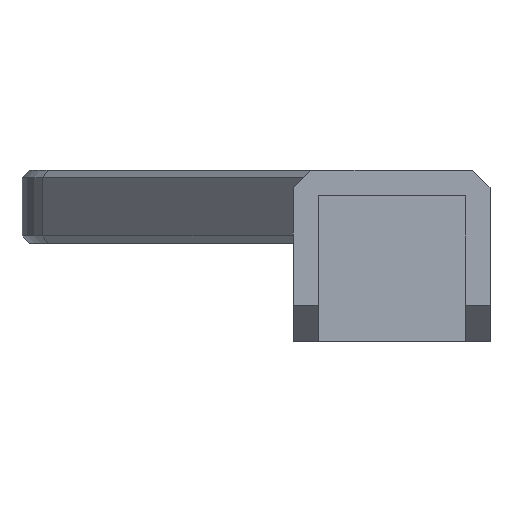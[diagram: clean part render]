
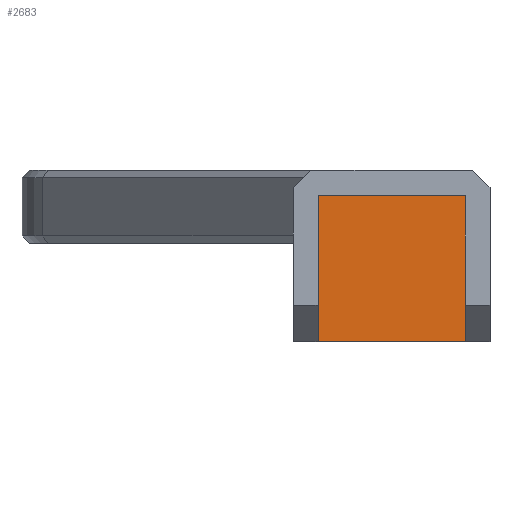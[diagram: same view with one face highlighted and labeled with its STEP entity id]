
A CAD part, front view. The second image highlights one B-rep face of the part: STEP entity #2683.
In plain terms, the highlighted planar face has unit normal (0, -1, 0).
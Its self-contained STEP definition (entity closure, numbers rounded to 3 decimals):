
#242 = PLANE('',#243);
#243 = AXIS2_PLACEMENT_3D('',#244,#245,#246);
#244 = CARTESIAN_POINT('',(13.5,13.,44.));
#245 = DIRECTION('',(-0.,-0.,-1.));
#246 = DIRECTION('',(1.,0.,0.));
#290 = VERTEX_POINT('',#291);
#291 = CARTESIAN_POINT('',(-10.1,-27.,44.));
#305 = PLANE('',#306);
#306 = AXIS2_PLACEMENT_3D('',#307,#308,#309);
#307 = CARTESIAN_POINT('',(-10.1,-27.,64.));
#308 = DIRECTION('',(-1.,-0.,-0.));
#309 = DIRECTION('',(0.,0.,1.));
#317 = EDGE_CURVE('',#290,#318,#320,.T.);
#318 = VERTEX_POINT('',#319);
#319 = CARTESIAN_POINT('',(10.1,-27.,44.));
#320 = SURFACE_CURVE('',#321,(#325,#332),.PCURVE_S1.);
#321 = LINE('',#322,#323);
#322 = CARTESIAN_POINT('',(11.8,-27.,44.));
#323 = VECTOR('',#324,1.);
#324 = DIRECTION('',(1.,-0.,-0.));
#325 = PCURVE('',#242,#326);
#326 = DEFINITIONAL_REPRESENTATION('',(#327),#331);
#327 = LINE('',#328,#329);
#328 = CARTESIAN_POINT('',(-1.7,40.));
#329 = VECTOR('',#330,1.);
#330 = DIRECTION('',(1.,-0.));
#331 = ( GEOMETRIC_REPRESENTATION_CONTEXT(2) 
PARAMETRIC_REPRESENTATION_CONTEXT() REPRESENTATION_CONTEXT('2D SPACE',''
  ) );
#332 = PCURVE('',#333,#338);
#333 = PLANE('',#334);
#334 = AXIS2_PLACEMENT_3D('',#335,#336,#337);
#335 = CARTESIAN_POINT('',(10.1,-27.,64.));
#336 = DIRECTION('',(-0.,-1.,-0.));
#337 = DIRECTION('',(0.,0.,1.));
#338 = DEFINITIONAL_REPRESENTATION('',(#339),#343);
#339 = LINE('',#340,#341);
#340 = CARTESIAN_POINT('',(-20.,-1.7));
#341 = VECTOR('',#342,1.);
#342 = DIRECTION('',(-0.,-1.));
#343 = ( GEOMETRIC_REPRESENTATION_CONTEXT(2) 
PARAMETRIC_REPRESENTATION_CONTEXT() REPRESENTATION_CONTEXT('2D SPACE',''
  ) );
#361 = PLANE('',#362);
#362 = AXIS2_PLACEMENT_3D('',#363,#364,#365);
#363 = CARTESIAN_POINT('',(10.1,-27.,64.));
#364 = DIRECTION('',(-1.,-0.,-0.));
#365 = DIRECTION('',(0.,0.,1.));
#791 = PLANE('',#792);
#792 = AXIS2_PLACEMENT_3D('',#793,#794,#795);
#793 = CARTESIAN_POINT('',(10.1,-27.,64.));
#794 = DIRECTION('',(-0.,-0.,-1.));
#795 = DIRECTION('',(1.,0.,0.));
#2583 = EDGE_CURVE('',#2584,#290,#2586,.T.);
#2584 = VERTEX_POINT('',#2585);
#2585 = CARTESIAN_POINT('',(-10.1,-27.,64.));
#2586 = SURFACE_CURVE('',#2587,(#2591,#2598),.PCURVE_S1.);
#2587 = LINE('',#2588,#2589);
#2588 = CARTESIAN_POINT('',(-10.1,-27.,64.));
#2589 = VECTOR('',#2590,1.);
#2590 = DIRECTION('',(-0.,-0.,-1.));
#2591 = PCURVE('',#305,#2592);
#2592 = DEFINITIONAL_REPRESENTATION('',(#2593),#2597);
#2593 = LINE('',#2594,#2595);
#2594 = CARTESIAN_POINT('',(0.,-0.));
#2595 = VECTOR('',#2596,1.);
#2596 = DIRECTION('',(-1.,0.));
#2597 = ( GEOMETRIC_REPRESENTATION_CONTEXT(2) 
PARAMETRIC_REPRESENTATION_CONTEXT() REPRESENTATION_CONTEXT('2D SPACE',''
  ) );
#2598 = PCURVE('',#333,#2599);
#2599 = DEFINITIONAL_REPRESENTATION('',(#2600),#2604);
#2600 = LINE('',#2601,#2602);
#2601 = CARTESIAN_POINT('',(-0.,20.2));
#2602 = VECTOR('',#2603,1.);
#2603 = DIRECTION('',(-1.,0.));
#2604 = ( GEOMETRIC_REPRESENTATION_CONTEXT(2) 
PARAMETRIC_REPRESENTATION_CONTEXT() REPRESENTATION_CONTEXT('2D SPACE',''
  ) );
#2683 = ADVANCED_FACE('',(#2684),#333,.T.);
#2684 = FACE_BOUND('',#2685,.F.);
#2685 = EDGE_LOOP('',(#2686,#2687,#2710,#2731));
#2686 = ORIENTED_EDGE('',*,*,#2583,.F.);
#2687 = ORIENTED_EDGE('',*,*,#2688,.F.);
#2688 = EDGE_CURVE('',#2689,#2584,#2691,.T.);
#2689 = VERTEX_POINT('',#2690);
#2690 = CARTESIAN_POINT('',(10.1,-27.,64.));
#2691 = SURFACE_CURVE('',#2692,(#2696,#2703),.PCURVE_S1.);
#2692 = LINE('',#2693,#2694);
#2693 = CARTESIAN_POINT('',(10.1,-27.,64.));
#2694 = VECTOR('',#2695,1.);
#2695 = DIRECTION('',(-1.,-0.,-0.));
#2696 = PCURVE('',#333,#2697);
#2697 = DEFINITIONAL_REPRESENTATION('',(#2698),#2702);
#2698 = LINE('',#2699,#2700);
#2699 = CARTESIAN_POINT('',(-0.,-0.));
#2700 = VECTOR('',#2701,1.);
#2701 = DIRECTION('',(-0.,1.));
#2702 = ( GEOMETRIC_REPRESENTATION_CONTEXT(2) 
PARAMETRIC_REPRESENTATION_CONTEXT() REPRESENTATION_CONTEXT('2D SPACE',''
  ) );
#2703 = PCURVE('',#791,#2704);
#2704 = DEFINITIONAL_REPRESENTATION('',(#2705),#2709);
#2705 = LINE('',#2706,#2707);
#2706 = CARTESIAN_POINT('',(-0.,-0.));
#2707 = VECTOR('',#2708,1.);
#2708 = DIRECTION('',(-1.,0.));
#2709 = ( GEOMETRIC_REPRESENTATION_CONTEXT(2) 
PARAMETRIC_REPRESENTATION_CONTEXT() REPRESENTATION_CONTEXT('2D SPACE',''
  ) );
#2710 = ORIENTED_EDGE('',*,*,#2711,.T.);
#2711 = EDGE_CURVE('',#2689,#318,#2712,.T.);
#2712 = SURFACE_CURVE('',#2713,(#2717,#2724),.PCURVE_S1.);
#2713 = LINE('',#2714,#2715);
#2714 = CARTESIAN_POINT('',(10.1,-27.,64.));
#2715 = VECTOR('',#2716,1.);
#2716 = DIRECTION('',(-0.,-0.,-1.));
#2717 = PCURVE('',#333,#2718);
#2718 = DEFINITIONAL_REPRESENTATION('',(#2719),#2723);
#2719 = LINE('',#2720,#2721);
#2720 = CARTESIAN_POINT('',(-0.,-0.));
#2721 = VECTOR('',#2722,1.);
#2722 = DIRECTION('',(-1.,0.));
#2723 = ( GEOMETRIC_REPRESENTATION_CONTEXT(2) 
PARAMETRIC_REPRESENTATION_CONTEXT() REPRESENTATION_CONTEXT('2D SPACE',''
  ) );
#2724 = PCURVE('',#361,#2725);
#2725 = DEFINITIONAL_REPRESENTATION('',(#2726),#2730);
#2726 = LINE('',#2727,#2728);
#2727 = CARTESIAN_POINT('',(0.,-0.));
#2728 = VECTOR('',#2729,1.);
#2729 = DIRECTION('',(-1.,0.));
#2730 = ( GEOMETRIC_REPRESENTATION_CONTEXT(2) 
PARAMETRIC_REPRESENTATION_CONTEXT() REPRESENTATION_CONTEXT('2D SPACE',''
  ) );
#2731 = ORIENTED_EDGE('',*,*,#317,.F.);
